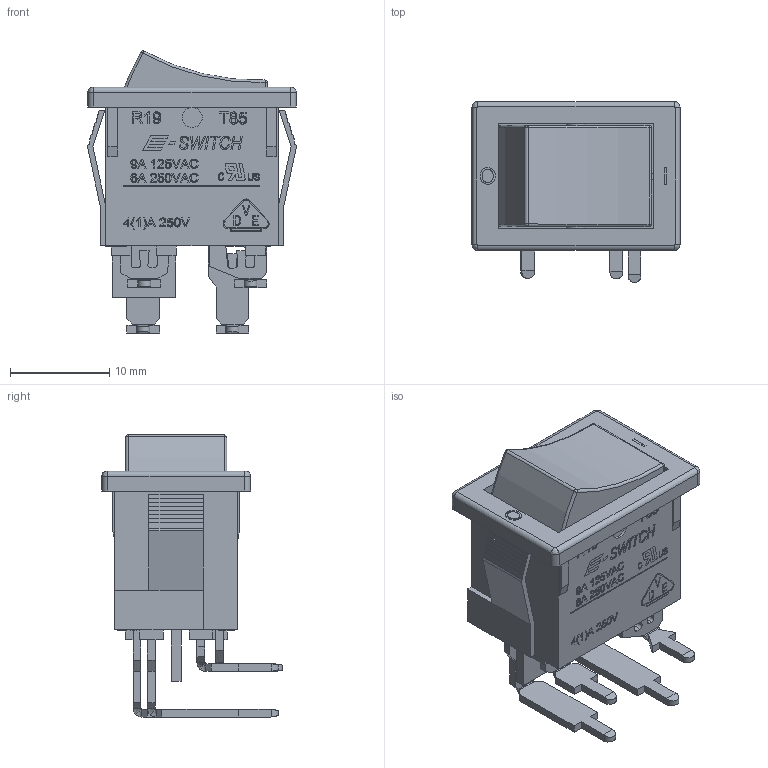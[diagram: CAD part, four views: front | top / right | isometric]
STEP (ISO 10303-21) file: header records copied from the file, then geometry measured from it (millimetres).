
FILE_DESCRIPTION(/* description */ (''),/* implementation_level */ '2;1');
FILE_NAME(/* name */ 'R1973BxxxxxxER0.stp',/* time_stamp */ '2026-01-24T02:57:54-06:00',/* author */ ('jmeyers'),/* organization */ (''),/* preprocessor_version */ 'ST-DEVELOPER v18.1',/* originating_system */ 'Autodesk Inventor 2022',/* authorisation */ '');
FILE_SCHEMA (('AUTOMOTIVE_DESIGN { 1 0 10303 214 3 1 1 }'));
Length unit declared in the file: inch
Products named in the file (1): Part6
Bounding box: 21.1 x 18.2 x 28.46 mm (x, y, z)
Volume: 2783.6 mm3; surface area: 4597.9 mm2
Topology: 1 solids, 1 shells, 1200 faces, 3300 edges, 2180 vertices
Faces by surface type: plane 757, bspline 358, cylinder 75, torus 6, sphere 4
Full cylindrical faces by diameter (mm): 1 x2, 2 x4
Entity records: 41330 total; most frequent: CARTESIAN_POINT 13045, ORIENTED_EDGE 6600, DIRECTION 4437, EDGE_CURVE 3300, LINE 2413, VECTOR 2413, VERTEX_POINT 2180, EDGE_LOOP 1300
